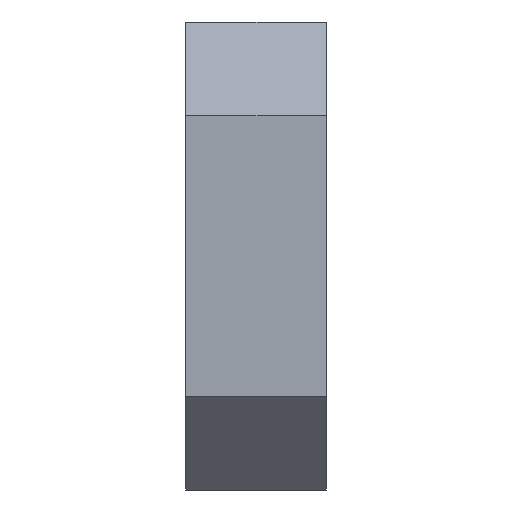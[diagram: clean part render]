
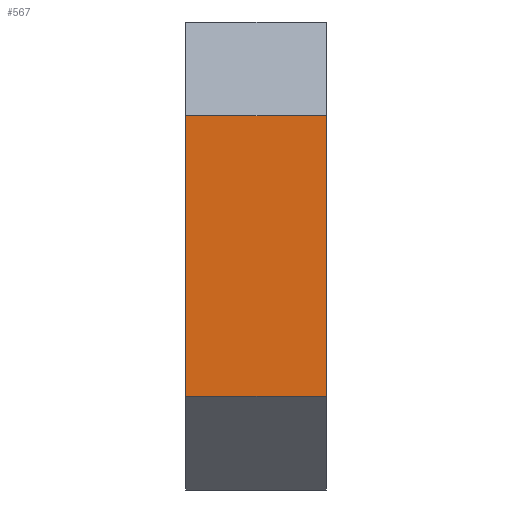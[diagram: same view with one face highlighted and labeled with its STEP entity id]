
A CAD part, left-side view. The second image highlights one B-rep face of the part: STEP entity #567.
In plain terms, the highlighted planar face has unit normal (-1, 0, 0).
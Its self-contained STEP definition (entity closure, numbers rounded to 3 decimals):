
#27=LINE('',#830,#67);
#34=LINE('',#844,#74);
#49=LINE('',#892,#89);
#63=LINE('',#948,#103);
#67=VECTOR('',#669,15.);
#74=VECTOR('',#678,30.);
#89=VECTOR('',#721,15.);
#103=VECTOR('',#793,30.);
#116=PLANE('',#630);
#178=FACE_OUTER_BOUND('',#233,.T.);
#233=EDGE_LOOP('',(#501,#502,#503,#504));
#280=VERTEX_POINT('',#823);
#283=VERTEX_POINT('',#828);
#289=VERTEX_POINT('',#842);
#308=VERTEX_POINT('',#890);
#335=EDGE_CURVE('',#283,#280,#27,.T.);
#342=EDGE_CURVE('',#283,#289,#34,.T.);
#366=EDGE_CURVE('',#308,#289,#49,.T.);
#389=EDGE_CURVE('',#308,#280,#63,.T.);
#501=ORIENTED_EDGE('',*,*,#335,.F.);
#502=ORIENTED_EDGE('',*,*,#342,.T.);
#503=ORIENTED_EDGE('',*,*,#366,.F.);
#504=ORIENTED_EDGE('',*,*,#389,.T.);
#567=ADVANCED_FACE('',(#178),#116,.T.);
#630=AXIS2_PLACEMENT_3D('',#947,#791,#792);
#669=DIRECTION('',(0.,1.,0.));
#678=DIRECTION('',(0.,0.,1.));
#721=DIRECTION('',(0.,-1.,0.));
#791=DIRECTION('center_axis',(-1.,0.,0.));
#792=DIRECTION('ref_axis',(0.,0.,1.));
#793=DIRECTION('',(0.,0.,-1.));
#823=CARTESIAN_POINT('',(-128.5,7.5,-15.));
#828=CARTESIAN_POINT('',(-128.5,-7.5,-15.));
#830=CARTESIAN_POINT('',(-128.5,0.,-15.));
#842=CARTESIAN_POINT('',(-128.5,-7.5,15.));
#844=CARTESIAN_POINT('',(-128.5,-7.5,-25.));
#890=CARTESIAN_POINT('',(-128.5,7.5,15.));
#892=CARTESIAN_POINT('',(-128.5,0.,15.));
#947=CARTESIAN_POINT('Origin',(-128.5,0.,25.));
#948=CARTESIAN_POINT('',(-128.5,7.5,-25.));
